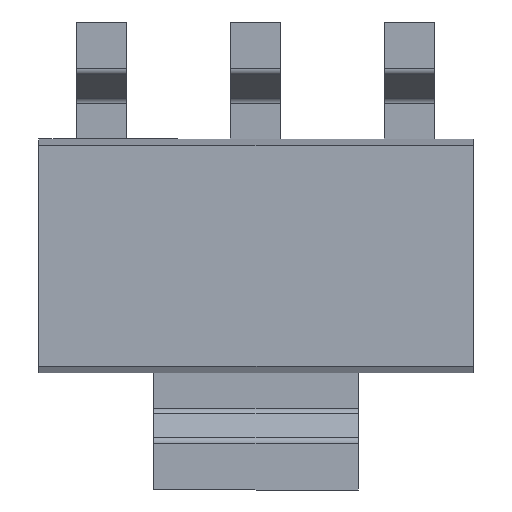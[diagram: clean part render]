
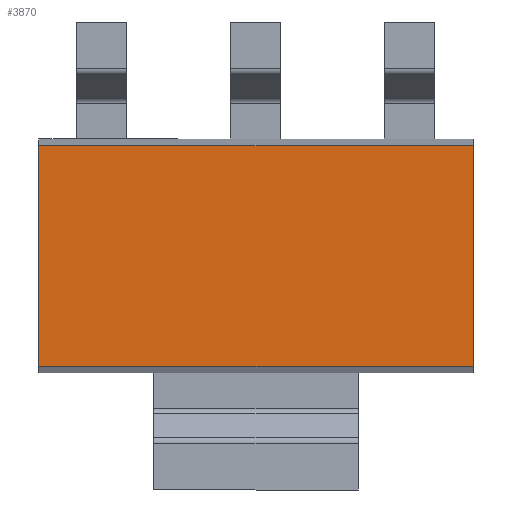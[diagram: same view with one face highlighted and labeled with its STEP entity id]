
A CAD part, front view. The second image highlights one B-rep face of the part: STEP entity #3870.
In plain terms, the highlighted planar face has unit normal (0, -1, 0).
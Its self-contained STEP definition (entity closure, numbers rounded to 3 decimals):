
#10 = CARTESIAN_POINT ( 'NONE',  ( 3.25, 0., -1.65 ) ) ;
#563 = VERTEX_POINT ( 'NONE', #5271 ) ;
#586 = ORIENTED_EDGE ( 'NONE', *, *, #3499, .F. ) ;
#751 = DIRECTION ( 'NONE',  ( 1., 0., 0. ) ) ;
#834 = CARTESIAN_POINT ( 'NONE',  ( -3.25, 0., 1.65 ) ) ;
#896 = VERTEX_POINT ( 'NONE', #1845 ) ;
#1003 = CARTESIAN_POINT ( 'NONE',  ( -3.25, 0., -1.75 ) ) ;
#1069 = ORIENTED_EDGE ( 'NONE', *, *, #3839, .F. ) ;
#1257 = EDGE_CURVE ( 'NONE', #896, #2762, #3358, .T. ) ;
#1525 = VECTOR ( 'NONE', #3068, 1000. ) ;
#1666 = CARTESIAN_POINT ( 'NONE',  ( -3.25, 0., -1.65 ) ) ;
#1713 = CARTESIAN_POINT ( 'NONE',  ( 3.25, 0., -1.75 ) ) ;
#1845 = CARTESIAN_POINT ( 'NONE',  ( -3.25, 0., -1.65 ) ) ;
#2522 = DIRECTION ( 'NONE',  ( 1., 0., 0. ) ) ;
#2662 = VECTOR ( 'NONE', #751, 1000. ) ;
#2700 = DIRECTION ( 'NONE',  ( 0., 0., 1. ) ) ;
#2762 = VERTEX_POINT ( 'NONE', #10 ) ;
#3068 = DIRECTION ( 'NONE',  ( 0., 0., -1. ) ) ;
#3110 = LINE ( 'NONE', #1003, #4945 ) ;
#3254 = CARTESIAN_POINT ( 'NONE',  ( 0., 0., 0. ) ) ;
#3332 = CARTESIAN_POINT ( 'NONE',  ( 3.25, 0., 1.65 ) ) ;
#3358 = LINE ( 'NONE', #1666, #2662 ) ;
#3413 = LINE ( 'NONE', #834, #4422 ) ;
#3499 = EDGE_CURVE ( 'NONE', #3982, #2762, #5121, .T. ) ;
#3617 = FACE_OUTER_BOUND ( 'NONE', #5351, .T. ) ;
#3691 = AXIS2_PLACEMENT_3D ( 'NONE', #3254, #4599, #4083 ) ;
#3777 = ORIENTED_EDGE ( 'NONE', *, *, #1257, .T. ) ;
#3839 = EDGE_CURVE ( 'NONE', #896, #563, #3110, .T. ) ;
#3870 = ADVANCED_FACE ( 'NONE', ( #3617 ), #3941, .F. ) ;
#3941 = PLANE ( 'NONE',  #3691 ) ;
#3982 = VERTEX_POINT ( 'NONE', #3332 ) ;
#4083 = DIRECTION ( 'NONE',  ( 0., 0., 1. ) ) ;
#4422 = VECTOR ( 'NONE', #2522, 1000. ) ;
#4599 = DIRECTION ( 'NONE',  ( 0., 1., 0. ) ) ;
#4641 = ORIENTED_EDGE ( 'NONE', *, *, #5533, .F. ) ;
#4945 = VECTOR ( 'NONE', #2700, 1000. ) ;
#5121 = LINE ( 'NONE', #1713, #1525 ) ;
#5271 = CARTESIAN_POINT ( 'NONE',  ( -3.25, 0., 1.65 ) ) ;
#5351 = EDGE_LOOP ( 'NONE', ( #4641, #1069, #3777, #586 ) ) ;
#5533 = EDGE_CURVE ( 'NONE', #563, #3982, #3413, .T. ) ;
